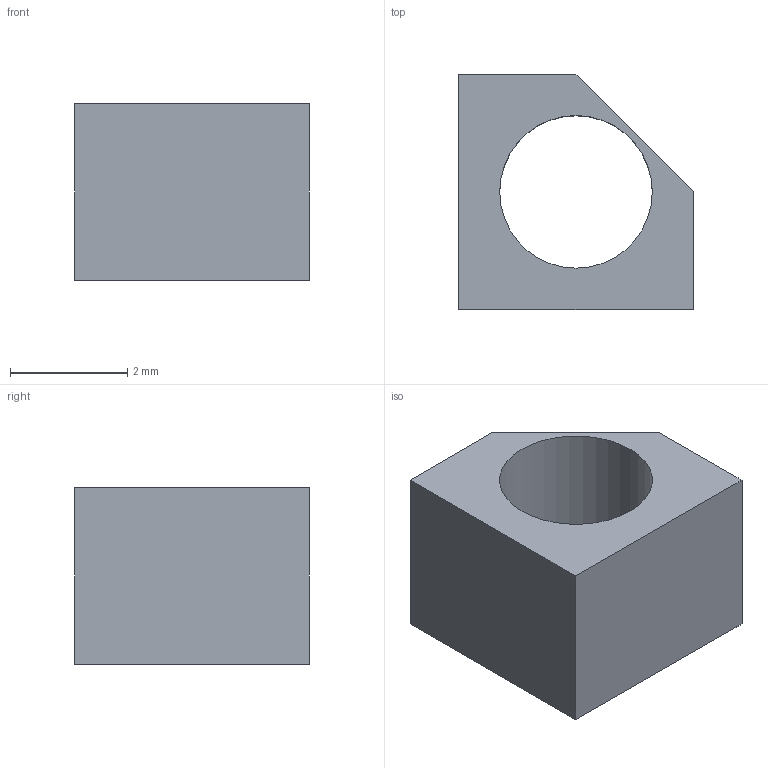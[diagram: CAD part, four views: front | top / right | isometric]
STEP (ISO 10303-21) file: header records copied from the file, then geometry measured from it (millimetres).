
FILE_DESCRIPTION (( 'STEP AP214' ), '1' );
FILE_NAME ('Screen.STEP', '2024-12-25T02:38:34', ( '' ), ( '' ), 'SwSTEP 2.0', 'SolidWorks 2024', '' );
FILE_SCHEMA (( 'AUTOMOTIVE_DESIGN' ));
Length unit declared in the file: millimetre
Products named in the file (1): Screen
Bounding box: 4 x 4 x 3 mm (x, y, z)
Volume: 26.1 mm3; surface area: 86.4 mm2
Topology: 1 solids, 1 shells, 9 faces, 21 edges, 14 vertices
Faces by surface type: plane 7, cylinder 2
Entity records: 286 total; most frequent: DIRECTION 45, CARTESIAN_POINT 45, ORIENTED_EDGE 42, EDGE_CURVE 21, VECTOR 17, LINE 17, VERTEX_POINT 14, AXIS2_PLACEMENT_3D 14
